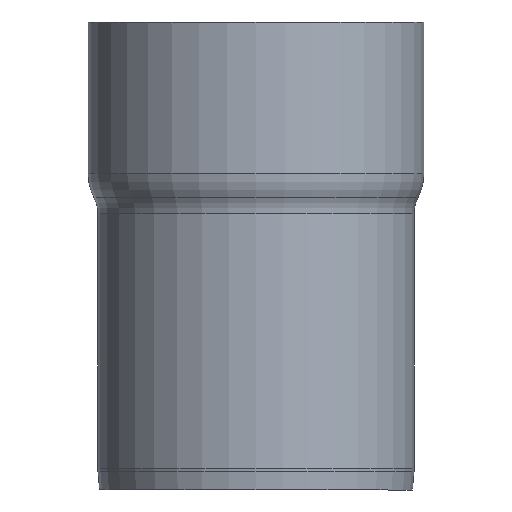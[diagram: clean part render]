
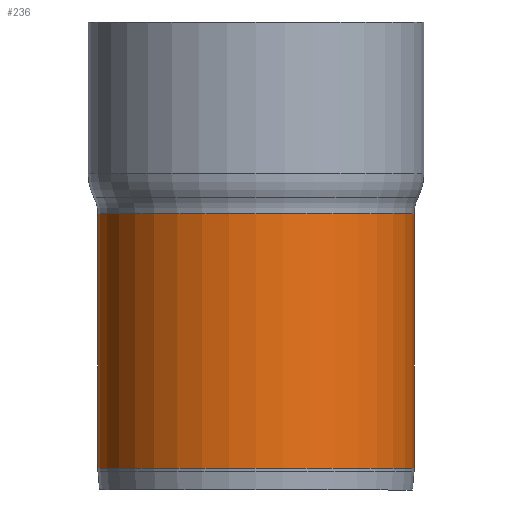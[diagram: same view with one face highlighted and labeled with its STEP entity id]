
A CAD part, front view. The second image highlights one B-rep face of the part: STEP entity #236.
In plain terms, the highlighted cylindrical face has radius 365 mm (diameter 730 mm), a full revolution.
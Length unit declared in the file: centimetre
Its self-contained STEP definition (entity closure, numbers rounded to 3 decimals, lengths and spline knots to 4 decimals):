
#34=FACE_OUTER_BOUND('',#48,.T.);
#48=EDGE_LOOP('',(#174,#175,#176,#177,#178,#179));
#61=LINE('',#414,#68);
#68=VECTOR('',#324,36.5);
#80=CIRCLE('',#258,36.5);
#81=CIRCLE('',#259,36.5);
#82=CIRCLE('',#261,36.5);
#83=CIRCLE('',#262,36.5);
#106=VERTEX_POINT('',#404);
#107=VERTEX_POINT('',#406);
#108=VERTEX_POINT('',#410);
#109=VERTEX_POINT('',#411);
#131=EDGE_CURVE('',#107,#106,#80,.T.);
#132=EDGE_CURVE('',#106,#107,#81,.T.);
#133=EDGE_CURVE('',#108,#109,#82,.T.);
#134=EDGE_CURVE('',#109,#108,#83,.T.);
#135=EDGE_CURVE('',#109,#107,#61,.T.);
#174=ORIENTED_EDGE('',*,*,#133,.F.);
#175=ORIENTED_EDGE('',*,*,#134,.F.);
#176=ORIENTED_EDGE('',*,*,#135,.T.);
#177=ORIENTED_EDGE('',*,*,#131,.T.);
#178=ORIENTED_EDGE('',*,*,#132,.T.);
#179=ORIENTED_EDGE('',*,*,#135,.F.);
#230=CYLINDRICAL_SURFACE('',#260,36.5);
#236=ADVANCED_FACE('',(#34),#230,.T.);
#258=AXIS2_PLACEMENT_3D('',#407,#314,#315);
#259=AXIS2_PLACEMENT_3D('',#408,#316,#317);
#260=AXIS2_PLACEMENT_3D('',#409,#318,#319);
#261=AXIS2_PLACEMENT_3D('',#412,#320,#321);
#262=AXIS2_PLACEMENT_3D('',#413,#322,#323);
#314=DIRECTION('center_axis',(0.,0.,
-1.));
#315=DIRECTION('ref_axis',(1.,0.,0.));
#316=DIRECTION('center_axis',(0.,0.,
-1.));
#317=DIRECTION('ref_axis',(1.,0.,0.));
#318=DIRECTION('center_axis',(0.,0.,
-1.));
#319=DIRECTION('ref_axis',(-1.,0.,0.));
#320=DIRECTION('center_axis',(0.,0.,
-1.));
#321=DIRECTION('ref_axis',(1.,0.,0.));
#322=DIRECTION('center_axis',(0.,0.,
-1.));
#323=DIRECTION('ref_axis',(1.,0.,0.));
#324=DIRECTION('',(0.,0.,1.));
#404=CARTESIAN_POINT('',(112.5013,125.8457,9.7838));
#406=CARTESIAN_POINT('',(149.0013,162.3457,9.7838));
#407=CARTESIAN_POINT('Origin',(112.5013,162.3457,9.7838));
#408=CARTESIAN_POINT('Origin',(112.5013,162.3457,9.7838));
#409=CARTESIAN_POINT('Origin',(112.5013,162.3457,-19.6008));
#410=CARTESIAN_POINT('',(112.5013,125.8457,-48.9855));
#411=CARTESIAN_POINT('',(149.0013,162.3457,-48.9855));
#412=CARTESIAN_POINT('Origin',(112.5013,162.3457,-48.9855));
#413=CARTESIAN_POINT('Origin',(112.5013,162.3457,-48.9855));
#414=CARTESIAN_POINT('',(149.0013,162.3457,-19.6008));
